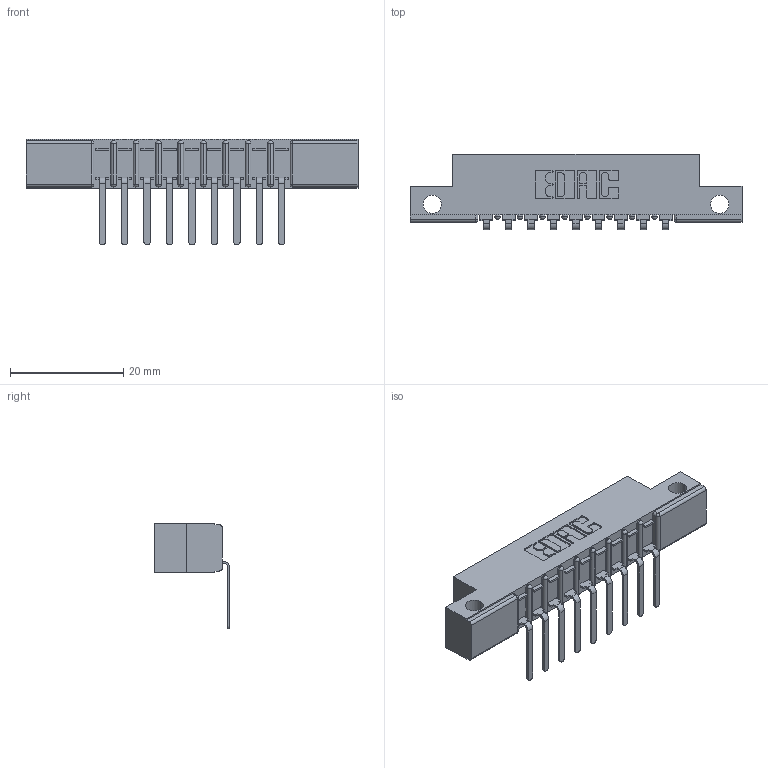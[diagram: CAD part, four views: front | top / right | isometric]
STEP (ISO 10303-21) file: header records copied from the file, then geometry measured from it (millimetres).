
FILE_DESCRIPTION (( 'STEP AP203' ), '1' );
FILE_NAME ('307-009-557-112.STEP', '2019-09-04T18:59:03', ( '' ), ( '' ), 'SwSTEP 2.0', 'SolidWorks 2016', '' );
FILE_SCHEMA (( 'CONFIG_CONTROL_DESIGN' ));
Length unit declared in the file: inch
Products named in the file (3): 307 Part_.128 Dia Side Mounting Holes; 307-009-557-112; 307-290-002_557
Assembly tree (10 placements, depth 2):
  307-009-557-112
    307 Part_.128 Dia Side Mounting Holes
    307-290-002_557  x9
Bounding box: 58.67 x 13.32 x 18.67 mm (x, y, z)
Volume: 3815.1 mm3; surface area: 6227.1 mm2
Topology: 10 solids, 10 shells, 830 faces, 2519 edges, 1650 vertices
Faces by surface type: plane 493, cylinder 317, sphere 20
Entity records: 12640 total; most frequent: CARTESIAN_POINT 2128, ORIENTED_EDGE 2118, DIRECTION 2083, EDGE_CURVE 1059, LINE 793, VECTOR 793, VERTEX_POINT 690, AXIS2_PLACEMENT_3D 645
